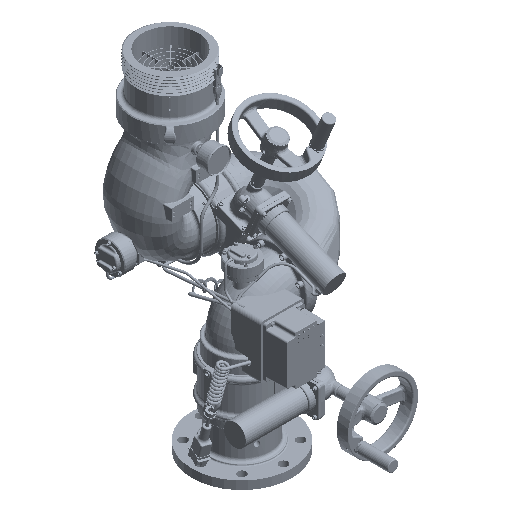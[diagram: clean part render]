
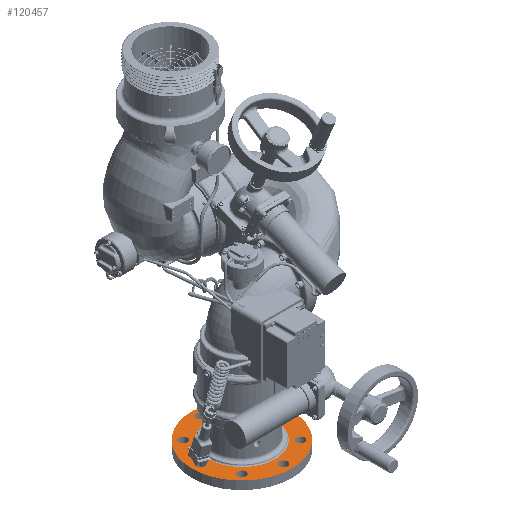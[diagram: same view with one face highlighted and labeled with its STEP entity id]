
A CAD part, isometric view. The second image highlights one B-rep face of the part: STEP entity #120457.
In plain terms, the highlighted planar face has unit normal (0, 0, 1).
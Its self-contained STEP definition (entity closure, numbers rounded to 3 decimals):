
#153 = CIRCLE ( 'NONE', #71766, 0.375 ) ;
#2726 = ORIENTED_EDGE ( 'NONE', *, *, #45748, .F. ) ;
#8113 = DIRECTION ( 'NONE',  ( 0.707, -0.707, 0. ) ) ;
#8623 = CARTESIAN_POINT ( 'NONE',  ( 0., 0., 0.651 ) ) ;
#8841 = CARTESIAN_POINT ( 'NONE',  ( 0., -2.911, 0.651 ) ) ;
#11052 = ORIENTED_EDGE ( 'NONE', *, *, #61246, .T. ) ;
#11170 = EDGE_CURVE ( 'NONE', #136828, #136828, #38012, .T. ) ;
#13516 = AXIS2_PLACEMENT_3D ( 'NONE', #81325, #30862, #151968 ) ;
#14313 = DIRECTION ( 'NONE',  ( 0., 1., 0. ) ) ;
#16528 = CARTESIAN_POINT ( 'NONE',  ( 0., -3.375, 0.651 ) ) ;
#17797 = VERTEX_POINT ( 'NONE', #41073 ) ;
#19336 = DIRECTION ( 'NONE',  ( 0., 0., 1. ) ) ;
#20916 = CIRCLE ( 'NONE', #154023, 3.005 ) ;
#21393 = AXIS2_PLACEMENT_3D ( 'NONE', #105080, #19336, #8113 ) ;
#22696 = CARTESIAN_POINT ( 'NONE',  ( 2.652, -2.652, 0.651 ) ) ;
#26336 = DIRECTION ( 'NONE',  ( 0., 0., 1. ) ) ;
#27478 = CARTESIAN_POINT ( 'NONE',  ( -3.75, 0., 0.651 ) ) ;
#30260 = ORIENTED_EDGE ( 'NONE', *, *, #156703, .F. ) ;
#30862 = DIRECTION ( 'NONE',  ( 0., 0., 1. ) ) ;
#32084 = CARTESIAN_POINT ( 'NONE',  ( -3.375, 0., 0.651 ) ) ;
#32794 = VERTEX_POINT ( 'NONE', #129812 ) ;
#36812 = DIRECTION ( 'NONE',  ( 0., 0., 1. ) ) ;
#36883 = DIRECTION ( 'NONE',  ( 0.707, 0.707, 0. ) ) ;
#38012 = CIRCLE ( 'NONE', #45691, 0.375 ) ;
#40358 = CIRCLE ( 'NONE', #42859, 0.375 ) ;
#41073 = CARTESIAN_POINT ( 'NONE',  ( 0., 3.375, 0.651 ) ) ;
#42859 = AXIS2_PLACEMENT_3D ( 'NONE', #86648, #135591, #62627 ) ;
#43873 = DIRECTION ( 'NONE',  ( 1., 0., 0. ) ) ;
#44894 = FACE_OUTER_BOUND ( 'NONE', #65921, .T. ) ;
#45691 = AXIS2_PLACEMENT_3D ( 'NONE', #137761, #26336, #14313 ) ;
#45697 = AXIS2_PLACEMENT_3D ( 'NONE', #8841, #141957, #153957 ) ;
#45748 = EDGE_CURVE ( 'NONE', #141969, #141969, #108256, .T. ) ;
#46062 = EDGE_CURVE ( 'NONE', #155539, #155539, #123603, .T. ) ;
#47766 = CIRCLE ( 'NONE', #52923, 4.5 ) ;
#48104 = CARTESIAN_POINT ( 'NONE',  ( -2.652, -2.652, 0.651 ) ) ;
#51220 = EDGE_LOOP ( 'NONE', ( #30260 ) ) ;
#52923 = AXIS2_PLACEMENT_3D ( 'NONE', #8623, #131285, #43873 ) ;
#53267 = EDGE_LOOP ( 'NONE', ( #106849 ) ) ;
#53483 = EDGE_CURVE ( 'NONE', #73668, #73668, #102263, .T. ) ;
#55315 = FACE_BOUND ( 'NONE', #51220, .T. ) ;
#55749 = DIRECTION ( 'NONE',  ( 0., 0., -1. ) ) ;
#57927 = EDGE_LOOP ( 'NONE', ( #95044 ) ) ;
#60525 = ORIENTED_EDGE ( 'NONE', *, *, #11170, .F. ) ;
#61142 = DIRECTION ( 'NONE',  ( 0., 0., 1. ) ) ;
#61246 = EDGE_CURVE ( 'NONE', #132121, #132121, #20916, .T. ) ;
#62128 = AXIS2_PLACEMENT_3D ( 'NONE', #27478, #91529, #139716 ) ;
#62459 = CARTESIAN_POINT ( 'NONE',  ( 0., 3.75, 0.651 ) ) ;
#62627 = DIRECTION ( 'NONE',  ( -0.707, -0.707, 0. ) ) ;
#65442 = DIRECTION ( 'NONE',  ( -1., 0., 0. ) ) ;
#65921 = EDGE_LOOP ( 'NONE', ( #85876 ) ) ;
#67679 = CARTESIAN_POINT ( 'NONE',  ( -2.386, 2.386, 0.651 ) ) ;
#68144 = FACE_BOUND ( 'NONE', #126393, .T. ) ;
#68951 = EDGE_LOOP ( 'NONE', ( #2726 ) ) ;
#68966 = AXIS2_PLACEMENT_3D ( 'NONE', #22696, #61142, #73944 ) ;
#70007 = CIRCLE ( 'NONE', #21393, 0.375 ) ;
#70523 = FACE_BOUND ( 'NONE', #57927, .T. ) ;
#71737 = ORIENTED_EDGE ( 'NONE', *, *, #126401, .F. ) ;
#71766 = AXIS2_PLACEMENT_3D ( 'NONE', #62459, #36812, #84922 ) ;
#73668 = VERTEX_POINT ( 'NONE', #122601 ) ;
#73944 = DIRECTION ( 'NONE',  ( -0.707, 0.707, 0. ) ) ;
#76378 = CARTESIAN_POINT ( 'NONE',  ( -2.386, -2.386, 0.651 ) ) ;
#77760 = CARTESIAN_POINT ( 'NONE',  ( 4.5, 0., 0.651 ) ) ;
#79367 = FACE_BOUND ( 'NONE', #133169, .T. ) ;
#79689 = VERTEX_POINT ( 'NONE', #67679 ) ;
#79820 = CARTESIAN_POINT ( 'NONE',  ( 0., 0., 0.651 ) ) ;
#80663 = ORIENTED_EDGE ( 'NONE', *, *, #90627, .F. ) ;
#80944 = FACE_BOUND ( 'NONE', #53267, .T. ) ;
#81325 = CARTESIAN_POINT ( 'NONE',  ( 3.75, 0., 0.651 ) ) ;
#84922 = DIRECTION ( 'NONE',  ( 0., -1., 0. ) ) ;
#85876 = ORIENTED_EDGE ( 'NONE', *, *, #150309, .T. ) ;
#86648 = CARTESIAN_POINT ( 'NONE',  ( 2.652, 2.652, 0.651 ) ) ;
#88113 = CARTESIAN_POINT ( 'NONE',  ( 3.375, 0., 0.651 ) ) ;
#89158 = EDGE_LOOP ( 'NONE', ( #60525 ) ) ;
#90627 = EDGE_CURVE ( 'NONE', #126902, #126902, #148332, .T. ) ;
#91529 = DIRECTION ( 'NONE',  ( 0., 0., 1. ) ) ;
#92936 = VERTEX_POINT ( 'NONE', #77760 ) ;
#93783 = FACE_BOUND ( 'NONE', #68951, .T. ) ;
#94227 = EDGE_LOOP ( 'NONE', ( #71737 ) ) ;
#94577 = FACE_BOUND ( 'NONE', #94227, .T. ) ;
#95044 = ORIENTED_EDGE ( 'NONE', *, *, #101127, .F. ) ;
#101127 = EDGE_CURVE ( 'NONE', #79689, #79689, #70007, .T. ) ;
#102263 = CIRCLE ( 'NONE', #68966, 0.375 ) ;
#105080 = CARTESIAN_POINT ( 'NONE',  ( -2.652, 2.652, 0.651 ) ) ;
#106849 = ORIENTED_EDGE ( 'NONE', *, *, #46062, .F. ) ;
#107208 = CARTESIAN_POINT ( 'NONE',  ( -3.005, 0., 0.651 ) ) ;
#108256 = CIRCLE ( 'NONE', #62128, 0.375 ) ;
#117935 = DIRECTION ( 'NONE',  ( 0., 0., 1. ) ) ;
#118665 = FACE_BOUND ( 'NONE', #128321, .T. ) ;
#120457 = ADVANCED_FACE ( 'NONE', ( #68144, #70523, #94577, #55315, #80944, #79367, #153145, #118665, #93783, #44894 ), #142736, .F. ) ;
#122601 = CARTESIAN_POINT ( 'NONE',  ( 2.386, -2.386, 0.651 ) ) ;
#123603 = CIRCLE ( 'NONE', #13516, 0.375 ) ;
#126393 = EDGE_LOOP ( 'NONE', ( #11052 ) ) ;
#126401 = EDGE_CURVE ( 'NONE', #17797, #17797, #153, .T. ) ;
#126902 = VERTEX_POINT ( 'NONE', #76378 ) ;
#128321 = EDGE_LOOP ( 'NONE', ( #80663 ) ) ;
#129812 = CARTESIAN_POINT ( 'NONE',  ( 2.386, 2.386, 0.651 ) ) ;
#131285 = DIRECTION ( 'NONE',  ( 0., 0., 1. ) ) ;
#132121 = VERTEX_POINT ( 'NONE', #107208 ) ;
#133169 = EDGE_LOOP ( 'NONE', ( #152723 ) ) ;
#135591 = DIRECTION ( 'NONE',  ( 0., 0., 1. ) ) ;
#136828 = VERTEX_POINT ( 'NONE', #16528 ) ;
#137761 = CARTESIAN_POINT ( 'NONE',  ( 0., -3.75, 0.651 ) ) ;
#139716 = DIRECTION ( 'NONE',  ( 1., 0., 0. ) ) ;
#141957 = DIRECTION ( 'NONE',  ( 0., 0., -1. ) ) ;
#141969 = VERTEX_POINT ( 'NONE', #32084 ) ;
#142736 = PLANE ( 'NONE',  #45697 ) ;
#148332 = CIRCLE ( 'NONE', #150835, 0.375 ) ;
#150309 = EDGE_CURVE ( 'NONE', #92936, #92936, #47766, .T. ) ;
#150835 = AXIS2_PLACEMENT_3D ( 'NONE', #48104, #117935, #36883 ) ;
#151968 = DIRECTION ( 'NONE',  ( -1., 0., 0. ) ) ;
#152723 = ORIENTED_EDGE ( 'NONE', *, *, #53483, .F. ) ;
#153145 = FACE_BOUND ( 'NONE', #89158, .T. ) ;
#153957 = DIRECTION ( 'NONE',  ( -1., 0., 0. ) ) ;
#154023 = AXIS2_PLACEMENT_3D ( 'NONE', #79820, #55749, #65442 ) ;
#155539 = VERTEX_POINT ( 'NONE', #88113 ) ;
#156703 = EDGE_CURVE ( 'NONE', #32794, #32794, #40358, .T. ) ;
